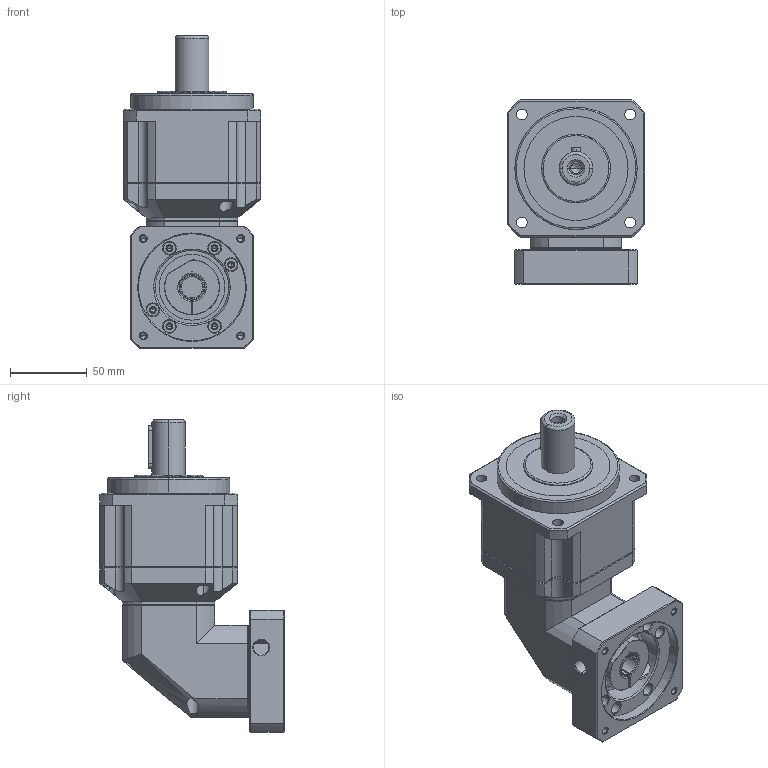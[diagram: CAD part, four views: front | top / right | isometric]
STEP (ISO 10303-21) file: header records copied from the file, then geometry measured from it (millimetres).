
FILE_DESCRIPTION (( 'STEP AP214' ), '1' );
FILE_NAME ('SBL090-L2-14-70-90M6.STEP', '2021-12-25T07:44:39', ( 'admin' ), ( '' ), 'SwSTEP 2.0', 'SolidWorks 2013', '' );
FILE_SCHEMA (( 'AUTOMOTIVE_DESIGN' ));
Length unit declared in the file: millimetre
Products named in the file (6): SBL060_X2_6CD55170_X0_-70-90M5; SB090_X2_8F9351FA7AEF_X0_; SB090_X2_4E007EA79F7F570863A5_X0_060; SBL060_X2_8F9351658F7495017D2773AF_X0_-14; SBL060-14; SBL090-L2-14-70-90M6
Assembly tree (5 placements, depth 2):
  SBL090-L2-14-70-90M6
    SBL060-14
    SBL060_X2_8F9351658F7495017D2773AF_X0_-14
    SB090_X2_4E007EA79F7F570863A5_X0_060
    SB090_X2_8F9351FA7AEF_X0_
    SBL060_X2_6CD55170_X0_-70-90M5
Bounding box: 90 x 120.5 x 204.5 mm (x, y, z)
Volume: 927812.6 mm3; surface area: 128398.9 mm2
Topology: 7 solids, 7 shells, 580 faces, 1433 edges, 879 vertices
Faces by surface type: plane 212, cylinder 208, cone 133, bspline 27
Entity records: 25072 total; most frequent: CARTESIAN_POINT 4970, DIRECTION 2841, ORIENTED_EDGE 2800, EDGE_CURVE 1400, AXIS2_PLACEMENT_3D 1105, VERTEX_POINT 875, EDGE_LOOP 661, VECTOR 631
